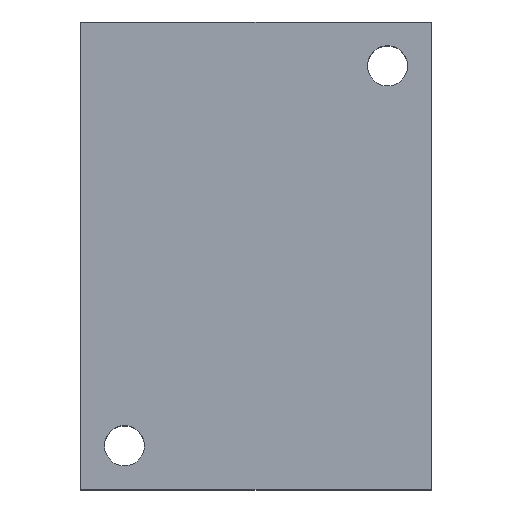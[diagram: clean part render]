
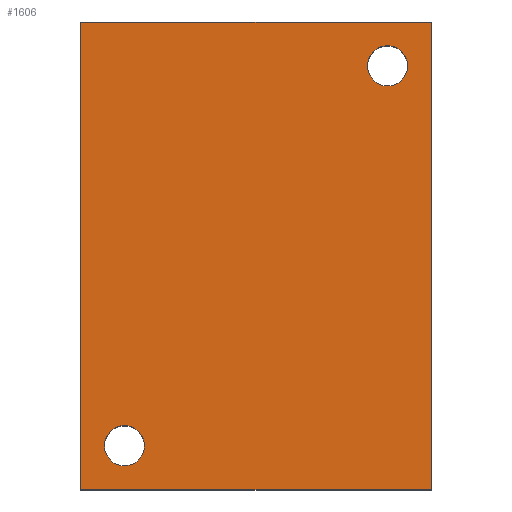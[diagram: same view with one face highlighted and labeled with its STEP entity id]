
A CAD part, top view. The second image highlights one B-rep face of the part: STEP entity #1606.
In plain terms, the highlighted planar face has unit normal (0, 0, 1).
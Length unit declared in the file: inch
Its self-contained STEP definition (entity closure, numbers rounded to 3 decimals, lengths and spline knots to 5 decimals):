
#93=DIRECTION('',(0.,-1.,0.));
#94=VECTOR('',#93,4.);
#95=CARTESIAN_POINT('',(0.,0.,1.75));
#96=LINE('',#95,#94);
#97=DIRECTION('',(-1.,0.,0.));
#98=VECTOR('',#97,3.);
#99=CARTESIAN_POINT('',(3.,0.,1.75));
#100=LINE('',#99,#98);
#101=DIRECTION('',(0.,1.,0.));
#102=VECTOR('',#101,4.);
#103=CARTESIAN_POINT('',(3.,-4.,1.75));
#104=LINE('',#103,#102);
#105=DIRECTION('',(1.,0.,0.));
#106=VECTOR('',#105,3.);
#107=CARTESIAN_POINT('',(0.,-4.,1.75));
#108=LINE('',#107,#106);
#109=CARTESIAN_POINT('',(2.625,-0.375,1.75));
#110=DIRECTION('',(0.,0.,-1.));
#111=DIRECTION('',(-1.,0.,0.));
#112=AXIS2_PLACEMENT_3D('',#109,#110,#111);
#114=CARTESIAN_POINT('',(2.625,-0.375,1.75));
#115=DIRECTION('',(0.,0.,-1.));
#116=DIRECTION('',(1.,0.,0.));
#117=AXIS2_PLACEMENT_3D('',#114,#115,#116);
#119=CARTESIAN_POINT('',(0.375,-3.625,1.75));
#120=DIRECTION('',(0.,0.,-1.));
#121=DIRECTION('',(-1.,0.,0.));
#122=AXIS2_PLACEMENT_3D('',#119,#120,#121);
#124=CARTESIAN_POINT('',(0.375,-3.625,1.75));
#125=DIRECTION('',(0.,0.,-1.));
#126=DIRECTION('',(1.,0.,0.));
#127=AXIS2_PLACEMENT_3D('',#124,#125,#126);
#1289=CARTESIAN_POINT('',(0.,0.,1.75));
#1290=CARTESIAN_POINT('',(0.,-4.,1.75));
#1291=VERTEX_POINT('',#1289);
#1292=VERTEX_POINT('',#1290);
#1293=CARTESIAN_POINT('',(3.,-4.,1.75));
#1294=VERTEX_POINT('',#1293);
#1295=CARTESIAN_POINT('',(3.,0.,1.75));
#1296=VERTEX_POINT('',#1295);
#1301=CARTESIAN_POINT('',(2.453,-0.375,1.75));
#1302=CARTESIAN_POINT('',(2.797,-0.375,1.75));
#1303=VERTEX_POINT('',#1301);
#1304=VERTEX_POINT('',#1302);
#1309=CARTESIAN_POINT('',(0.203,-3.625,1.75));
#1310=CARTESIAN_POINT('',(0.547,-3.625,1.75));
#1311=VERTEX_POINT('',#1309);
#1312=VERTEX_POINT('',#1310);
#1583=CARTESIAN_POINT('',(0.,0.,1.75));
#1584=DIRECTION('',(0.,0.,1.));
#1585=DIRECTION('',(1.,0.,0.));
#1586=AXIS2_PLACEMENT_3D('',#1583,#1584,#1585);
#1587=PLANE('',#1586);
#1588=ORIENTED_EDGE('',*,*,#1511,.F.);
#1589=ORIENTED_EDGE('',*,*,#1532,.F.);
#1590=ORIENTED_EDGE('',*,*,#1552,.F.);
#1591=ORIENTED_EDGE('',*,*,#1571,.F.);
#1592=EDGE_LOOP('',(#1588,#1589,#1590,#1591));
#1593=FACE_OUTER_BOUND('',#1592,.F.);
#1595=ORIENTED_EDGE('',*,*,#1594,.F.);
#1597=ORIENTED_EDGE('',*,*,#1596,.F.);
#1598=EDGE_LOOP('',(#1595,#1597));
#1599=FACE_BOUND('',#1598,.F.);
#1601=ORIENTED_EDGE('',*,*,#1600,.F.);
#1603=ORIENTED_EDGE('',*,*,#1602,.F.);
#1604=EDGE_LOOP('',(#1601,#1603));
#1605=FACE_BOUND('',#1604,.F.);
#1606=ADVANCED_FACE('',(#1593,#1599,#1605),#1587,.T.);
#113=CIRCLE('',#112,0.172);
#118=CIRCLE('',#117,0.172);
#123=CIRCLE('',#122,0.172);
#128=CIRCLE('',#127,0.172);
#1511=EDGE_CURVE('',#1291,#1292,#96,.T.);
#1532=EDGE_CURVE('',#1296,#1291,#100,.T.);
#1552=EDGE_CURVE('',#1294,#1296,#104,.T.);
#1571=EDGE_CURVE('',#1292,#1294,#108,.T.);
#1594=EDGE_CURVE('',#1303,#1304,#113,.T.);
#1596=EDGE_CURVE('',#1304,#1303,#118,.T.);
#1600=EDGE_CURVE('',#1311,#1312,#123,.T.);
#1602=EDGE_CURVE('',#1312,#1311,#128,.T.);
